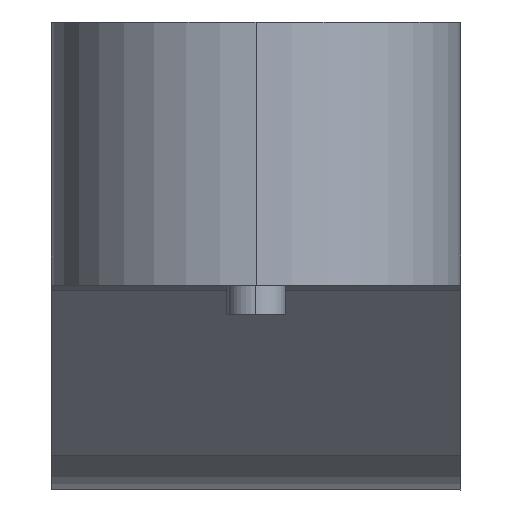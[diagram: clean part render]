
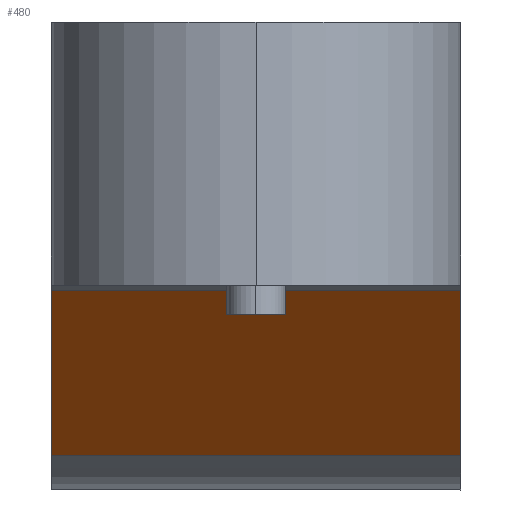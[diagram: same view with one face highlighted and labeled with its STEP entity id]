
A CAD part, left-side view. The second image highlights one B-rep face of the part: STEP entity #480.
In plain terms, the highlighted planar face has unit normal (-0.707, 0, -0.707).
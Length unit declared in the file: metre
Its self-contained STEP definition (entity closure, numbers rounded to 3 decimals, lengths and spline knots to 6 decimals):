
#100 = DIRECTION ( 'NONE',  ( 0., -1., 0. ) ) ;
#115 = VERTEX_POINT ( 'NONE', #214 ) ;
#118 = VECTOR ( 'NONE', #100, 1. ) ;
#157 = ORIENTED_EDGE ( 'NONE', *, *, #778, .T. ) ;
#160 = EDGE_CURVE ( 'NONE', #786, #115, #484, .T. ) ;
#184 = DIRECTION ( 'NONE',  ( 0.707, 0., 0.707 ) ) ;
#202 = VECTOR ( 'NONE', #236, 1. ) ;
#214 = CARTESIAN_POINT ( 'NONE',  ( -0.238284, -0.07, -0.078284 ) ) ;
#223 = EDGE_CURVE ( 'NONE', #334, #486, #319, .T. ) ;
#236 = DIRECTION ( 'NONE',  ( -0.707, 0., 0.707 ) ) ;
#238 = CARTESIAN_POINT ( 'NONE',  ( -0.294853, -0.07, -0.021716 ) ) ;
#239 = ORIENTED_EDGE ( 'NONE', *, *, #554, .F. ) ;
#283 = CARTESIAN_POINT ( 'NONE',  ( -0.294853, 0.07, -0.021716 ) ) ;
#309 = DIRECTION ( 'NONE',  ( -0.707, 0., 0.707 ) ) ;
#319 = LINE ( 'NONE', #283, #118 ) ;
#334 = VERTEX_POINT ( 'NONE', #647 ) ;
#360 = VECTOR ( 'NONE', #703, 1. ) ;
#362 = CARTESIAN_POINT ( 'NONE',  ( -0.238284, 0.07, -0.078284 ) ) ;
#402 = LINE ( 'NONE', #800, #202 ) ;
#480 = ADVANCED_FACE ( 'NONE', ( #519 ), #603, .F. ) ;
#484 = LINE ( 'NONE', #575, #360 ) ;
#486 = VERTEX_POINT ( 'NONE', #238 ) ;
#494 = AXIS2_PLACEMENT_3D ( 'NONE', #679, #184, #740 ) ;
#519 = FACE_OUTER_BOUND ( 'NONE', #628, .T. ) ;
#554 = EDGE_CURVE ( 'NONE', #786, #334, #566, .T. ) ;
#566 = LINE ( 'NONE', #749, #576 ) ;
#575 = CARTESIAN_POINT ( 'NONE',  ( -0.238284, 0.07, -0.078284 ) ) ;
#576 = VECTOR ( 'NONE', #309, 1. ) ;
#598 = ORIENTED_EDGE ( 'NONE', *, *, #160, .T. ) ;
#603 = PLANE ( 'NONE',  #494 ) ;
#628 = EDGE_LOOP ( 'NONE', ( #157, #683, #239, #598 ) ) ;
#647 = CARTESIAN_POINT ( 'NONE',  ( -0.294853, 0.07, -0.021716 ) ) ;
#679 = CARTESIAN_POINT ( 'NONE',  ( -0.238284, 0.07, -0.078284 ) ) ;
#683 = ORIENTED_EDGE ( 'NONE', *, *, #223, .F. ) ;
#703 = DIRECTION ( 'NONE',  ( 0., -1., 0. ) ) ;
#740 = DIRECTION ( 'NONE',  ( 0.707, 0., -0.707 ) ) ;
#749 = CARTESIAN_POINT ( 'NONE',  ( -0.238284, 0.07, -0.078284 ) ) ;
#778 = EDGE_CURVE ( 'NONE', #115, #486, #402, .T. ) ;
#786 = VERTEX_POINT ( 'NONE', #362 ) ;
#800 = CARTESIAN_POINT ( 'NONE',  ( -0.238284, -0.07, -0.078284 ) ) ;
